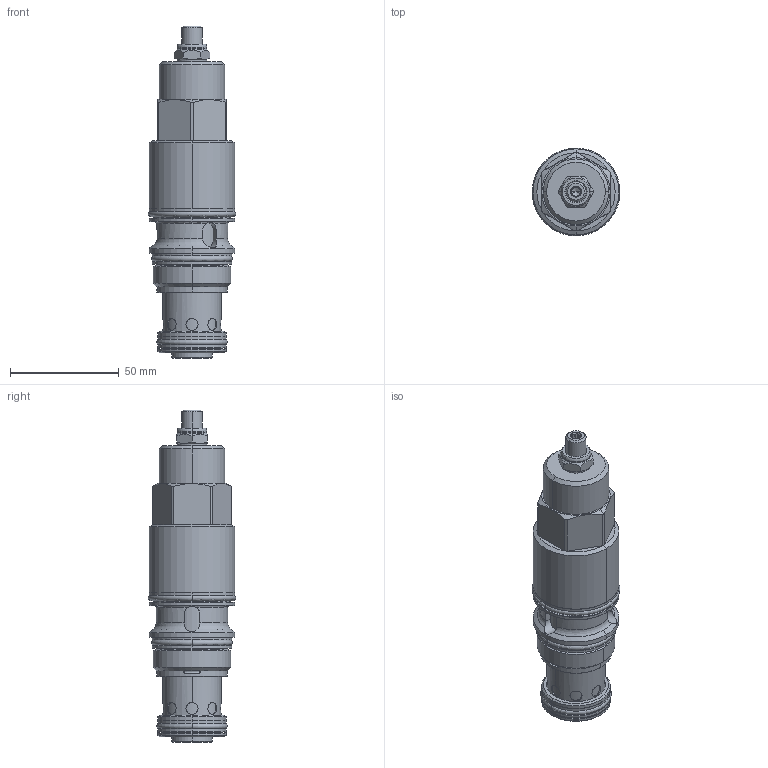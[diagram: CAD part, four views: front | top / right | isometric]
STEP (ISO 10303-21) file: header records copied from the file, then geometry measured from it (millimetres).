
FILE_DESCRIPTION((''),'2;1');
FILE_NAME('FRELLAN_SW','2022-07-22T14:57:54',('SigMax'),(''),'CREO PARAMETRIC BY PTC INC, 2021072','CREO PARAMETRIC BY PTC INC, 2021072','');
FILE_SCHEMA(('AUTOMOTIVE_DESIGN { 1 0 10303 214 1 1 1 1 }'));
Length unit declared in the file: inch
Products named in the file (1): FRELLAN_SW
Bounding box: 40.36 x 40.36 x 152.95 mm (x, y, z)
Volume: 122820.8 mm3; surface area: 29223.8 mm2
Topology: 3 solids, 3 shells, 298 faces, 692 edges, 420 vertices
Faces by surface type: cylinder 118, plane 70, cone 50, torus 50, revolution 10
Entity records: 12927 total; most frequent: CARTESIAN_POINT 3871, DIRECTION 1485, ORIENTED_EDGE 1380, EDGE_CURVE 690, AXIS2_PLACEMENT_3D 625, VERTEX_POINT 420, CIRCLE 337, EDGE_LOOP 332
